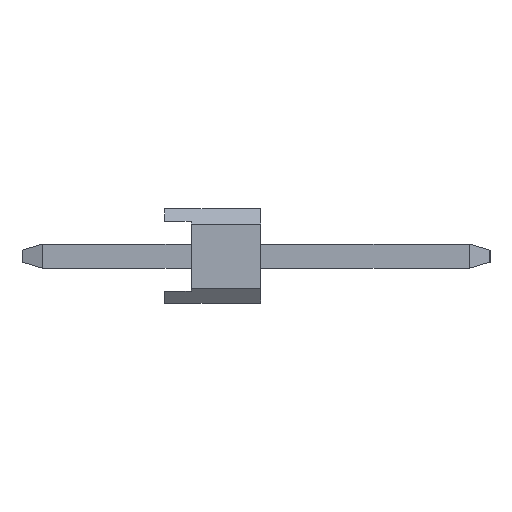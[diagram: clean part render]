
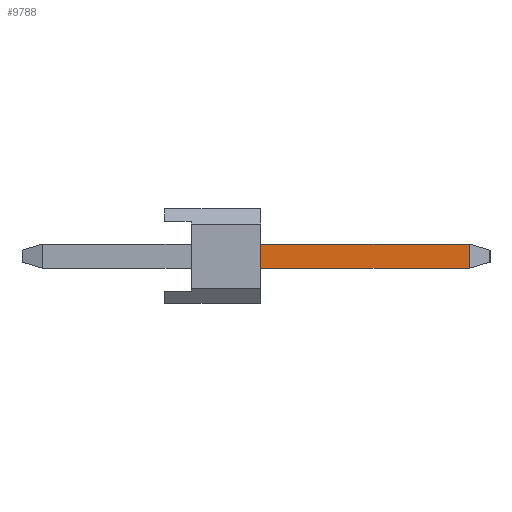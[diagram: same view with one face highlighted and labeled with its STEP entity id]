
A CAD part, left-side view. The second image highlights one B-rep face of the part: STEP entity #9788.
In plain terms, the highlighted planar face has unit normal (-1, 0, 0).
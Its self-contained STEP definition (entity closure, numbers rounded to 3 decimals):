
#4814=VERTEX_POINT('',#14063);
#5526=VERTEX_POINT('',#14838);
#6886=EDGE_CURVE('',#12454,#11614,#16338,.T.);
#9788=ADVANCED_FACE('',(#19560),#19561,.T.);
#11132=EDGE_CURVE('',#11614,#4814,#21049,.T.);
#11598=EDGE_CURVE('',#4814,#5526,#21559,.T.);
#11614=VERTEX_POINT('',#21577);
#12356=EDGE_CURVE('',#5526,#12454,#22385,.T.);
#12454=VERTEX_POINT('',#22521);
#14063=CARTESIAN_POINT('',(-37.15,-2.54,0.32));
#14838=CARTESIAN_POINT('',(-37.15,-8.074,0.32));
#16338=LINE('',#27608,#27609);
#19560=FACE_OUTER_BOUND('',#32287,.T.);
#19561=PLANE('',#32288);
#21049=LINE('',#34411,#34412);
#21559=LINE('',#35155,#35156);
#21577=CARTESIAN_POINT('',(-37.15,-2.54,-0.32));
#22385=LINE('',#36383,#36384);
#22521=CARTESIAN_POINT('',(-37.15,-8.074,-0.32));
#27608=CARTESIAN_POINT('',(-37.15,3.234,-0.32));
#27609=VECTOR('',#41103,1.0);
#32287=EDGE_LOOP('',(#44577,#44578,#44579,#44580));
#32288=AXIS2_PLACEMENT_3D('',#44581,#44582,#44583);
#34411=CARTESIAN_POINT('',(-37.15,-2.54,0.252));
#34412=VECTOR('',#46091,1.0);
#35155=CARTESIAN_POINT('',(-37.15,-2.42,0.32));
#35156=VECTOR('',#46570,1.0);
#36383=CARTESIAN_POINT('',(-37.15,-8.074,0.5));
#36384=VECTOR('',#47337,1.0);
#41103=DIRECTION('',(0.,1.0,0.));
#44577=ORIENTED_EDGE('',*,*,#11132,.F.);
#44578=ORIENTED_EDGE('',*,*,#6886,.F.);
#44579=ORIENTED_EDGE('',*,*,#12356,.F.);
#44580=ORIENTED_EDGE('',*,*,#11598,.F.);
#44581=CARTESIAN_POINT('',(-37.15,3.234,0.5));
#44582=DIRECTION('',(-1.0,0.,0.));
#44583=DIRECTION('',(0.,1.0,0.));
#46091=DIRECTION('',(0.,0.,1.0));
#46570=DIRECTION('',(0.,-1.0,0.));
#47337=DIRECTION('',(0.0,0.,-1.0));
